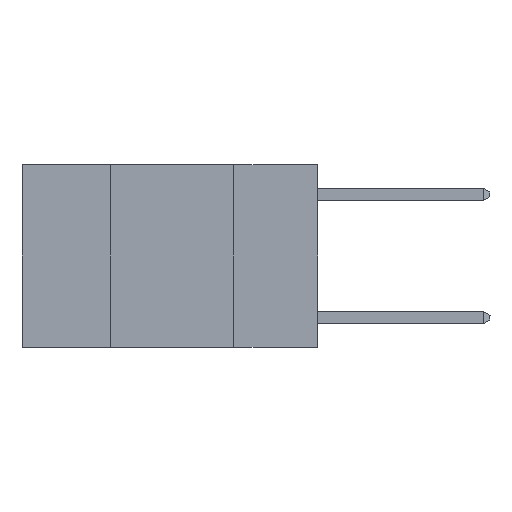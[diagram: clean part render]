
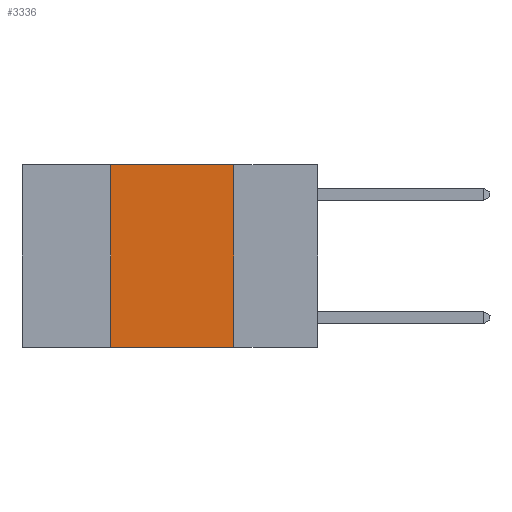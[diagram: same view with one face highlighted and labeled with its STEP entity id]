
A CAD part, left-side view. The second image highlights one B-rep face of the part: STEP entity #3336.
In plain terms, the highlighted planar face has unit normal (-1, 0, 0).
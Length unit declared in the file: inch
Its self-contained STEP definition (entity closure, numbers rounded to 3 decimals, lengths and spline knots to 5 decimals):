
#116 = CARTESIAN_POINT ( 'NONE',  ( 0., 0.6, 0. ) ) ;
#2559 = DIRECTION ( 'NONE',  ( 0., 0., -1. ) ) ;
#3336 = ADVANCED_FACE ( 'NONE', ( #20872 ), #15862, .F. ) ;
#4265 = VECTOR ( 'NONE', #2559, 39.37008 ) ;
#4460 = VERTEX_POINT ( 'NONE', #20882 ) ;
#5458 = DIRECTION ( 'NONE',  ( 1., 0., 0. ) ) ;
#6979 = CARTESIAN_POINT ( 'NONE',  ( 0., 0.6, -0.37 ) ) ;
#7091 = VECTOR ( 'NONE', #20863, 39.37008 ) ;
#7286 = ORIENTED_EDGE ( 'NONE', *, *, #10279, .F. ) ;
#7314 = VECTOR ( 'NONE', #17038, 39.37008 ) ;
#8864 = LINE ( 'NONE', #9519, #4265 ) ;
#9101 = EDGE_CURVE ( 'NONE', #11786, #15807, #17974, .T. ) ;
#9249 = ORIENTED_EDGE ( 'NONE', *, *, #11430, .F. ) ;
#9519 = CARTESIAN_POINT ( 'NONE',  ( 0., 0.17, 0. ) ) ;
#9905 = ORIENTED_EDGE ( 'NONE', *, *, #9101, .T. ) ;
#10279 = EDGE_CURVE ( 'NONE', #11786, #4460, #21152, .T. ) ;
#11156 = EDGE_LOOP ( 'NONE', ( #9249, #19377, #7286, #9905 ) ) ;
#11358 = CARTESIAN_POINT ( 'NONE',  ( 0., 0.6, 0. ) ) ;
#11430 = EDGE_CURVE ( 'NONE', #17609, #15807, #8864, .T. ) ;
#11786 = VERTEX_POINT ( 'NONE', #19103 ) ;
#12713 = CARTESIAN_POINT ( 'NONE',  ( 0., 0.17, 0. ) ) ;
#12870 = EDGE_CURVE ( 'NONE', #4460, #17609, #16153, .T. ) ;
#14547 = AXIS2_PLACEMENT_3D ( 'NONE', #116, #5458, #17618 ) ;
#15272 = CARTESIAN_POINT ( 'NONE',  ( 0., 0.42, 0. ) ) ;
#15601 = VECTOR ( 'NONE', #21667, 39.37008 ) ;
#15807 = VERTEX_POINT ( 'NONE', #21537 ) ;
#15862 = PLANE ( 'NONE',  #14547 ) ;
#16153 = LINE ( 'NONE', #11358, #15601 ) ;
#17038 = DIRECTION ( 'NONE',  ( 0., 0., 1. ) ) ;
#17609 = VERTEX_POINT ( 'NONE', #12713 ) ;
#17618 = DIRECTION ( 'NONE',  ( 0., 0., -1. ) ) ;
#17974 = LINE ( 'NONE', #6979, #7091 ) ;
#19103 = CARTESIAN_POINT ( 'NONE',  ( 0., 0.42, -0.37 ) ) ;
#19377 = ORIENTED_EDGE ( 'NONE', *, *, #12870, .F. ) ;
#20863 = DIRECTION ( 'NONE',  ( 0., -1., 0. ) ) ;
#20872 = FACE_OUTER_BOUND ( 'NONE', #11156, .T. ) ;
#20882 = CARTESIAN_POINT ( 'NONE',  ( 0., 0.42, 0. ) ) ;
#21152 = LINE ( 'NONE', #15272, #7314 ) ;
#21537 = CARTESIAN_POINT ( 'NONE',  ( 0., 0.17, -0.37 ) ) ;
#21667 = DIRECTION ( 'NONE',  ( 0., -1., 0. ) ) ;
